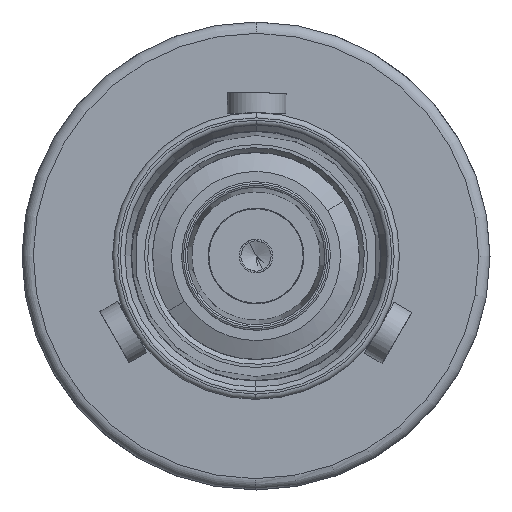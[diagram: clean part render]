
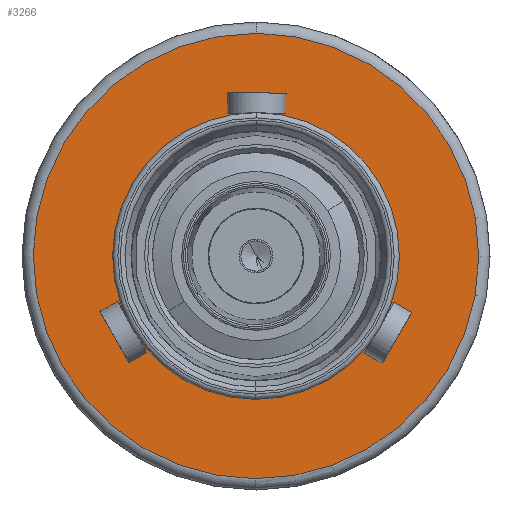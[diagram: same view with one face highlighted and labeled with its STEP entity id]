
A CAD part, front view. The second image highlights one B-rep face of the part: STEP entity #3266.
In plain terms, the highlighted planar face has unit normal (0, -1, 0).
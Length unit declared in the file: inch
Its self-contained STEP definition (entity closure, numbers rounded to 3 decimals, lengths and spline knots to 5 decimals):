
#228 = DIRECTION ( 'NONE',  ( 0., -1., 0. ) ) ;
#265 = CIRCLE ( 'NONE', #1829, 0.19 ) ;
#429 = AXIS2_PLACEMENT_3D ( 'NONE', #1294, #4964, #3165 ) ;
#622 = CARTESIAN_POINT ( 'NONE',  ( 0., -0.72737, 0. ) ) ;
#1294 = CARTESIAN_POINT ( 'NONE',  ( 0.285, -0.72737, -0.00099 ) ) ;
#1351 = CIRCLE ( 'NONE', #5553, 0.295 ) ;
#1365 = AXIS2_PLACEMENT_3D ( 'NONE', #622, #2034, #4815 ) ;
#1612 = DIRECTION ( 'NONE',  ( -0.003, 0., -1. ) ) ;
#1829 = AXIS2_PLACEMENT_3D ( 'NONE', #2276, #5022, #4997 ) ;
#2034 = DIRECTION ( 'NONE',  ( 0., 1., 0. ) ) ;
#2090 = CARTESIAN_POINT ( 'NONE',  ( 0., -0.72737, 0. ) ) ;
#2276 = CARTESIAN_POINT ( 'NONE',  ( 0., -0.72737, 0. ) ) ;
#2312 = EDGE_CURVE ( 'NONE', #2545, #3290, #1351, .T. ) ;
#2320 = CIRCLE ( 'NONE', #2929, 0.295 ) ;
#2530 = ORIENTED_EDGE ( 'NONE', *, *, #5877, .T. ) ;
#2545 = VERTEX_POINT ( 'NONE', #5168 ) ;
#2929 = AXIS2_PLACEMENT_3D ( 'NONE', #4117, #4589, #4035 ) ;
#3165 = DIRECTION ( 'NONE',  ( -0.003, 0., -1. ) ) ;
#3183 = CARTESIAN_POINT ( 'NONE',  ( 0.00103, -0.72737, 0.295 ) ) ;
#3200 = CARTESIAN_POINT ( 'NONE',  ( -0.00066, -0.72737, -0.19 ) ) ;
#3266 = ADVANCED_FACE ( 'NONE', ( #3645, #3427 ), #3576, .F. ) ;
#3267 = CIRCLE ( 'NONE', #1365, 0.19 ) ;
#3290 = VERTEX_POINT ( 'NONE', #3183 ) ;
#3427 = FACE_BOUND ( 'NONE', #4695, .T. ) ;
#3576 = PLANE ( 'NONE',  #429 ) ;
#3645 = FACE_OUTER_BOUND ( 'NONE', #5817, .T. ) ;
#4035 = DIRECTION ( 'NONE',  ( -0.003, 0., -1. ) ) ;
#4117 = CARTESIAN_POINT ( 'NONE',  ( 0., -0.72737, 0. ) ) ;
#4121 = CARTESIAN_POINT ( 'NONE',  ( 0.00066, -0.72737, 0.19 ) ) ;
#4286 = EDGE_CURVE ( 'NONE', #5975, #4874, #265, .T. ) ;
#4589 = DIRECTION ( 'NONE',  ( 0., -1., 0. ) ) ;
#4695 = EDGE_LOOP ( 'NONE', ( #5401, #2530 ) ) ;
#4815 = DIRECTION ( 'NONE',  ( -0.003, 0., -1. ) ) ;
#4874 = VERTEX_POINT ( 'NONE', #4121 ) ;
#4964 = DIRECTION ( 'NONE',  ( 0., 1., 0. ) ) ;
#4997 = DIRECTION ( 'NONE',  ( -0.003, 0., -1. ) ) ;
#5022 = DIRECTION ( 'NONE',  ( 0., 1., 0. ) ) ;
#5168 = CARTESIAN_POINT ( 'NONE',  ( -0.00103, -0.72737, -0.295 ) ) ;
#5394 = ORIENTED_EDGE ( 'NONE', *, *, #2312, .T. ) ;
#5401 = ORIENTED_EDGE ( 'NONE', *, *, #4286, .T. ) ;
#5553 = AXIS2_PLACEMENT_3D ( 'NONE', #2090, #228, #1612 ) ;
#5556 = EDGE_CURVE ( 'NONE', #3290, #2545, #2320, .T. ) ;
#5817 = EDGE_LOOP ( 'NONE', ( #5394, #5972 ) ) ;
#5877 = EDGE_CURVE ( 'NONE', #4874, #5975, #3267, .T. ) ;
#5972 = ORIENTED_EDGE ( 'NONE', *, *, #5556, .T. ) ;
#5975 = VERTEX_POINT ( 'NONE', #3200 ) ;
